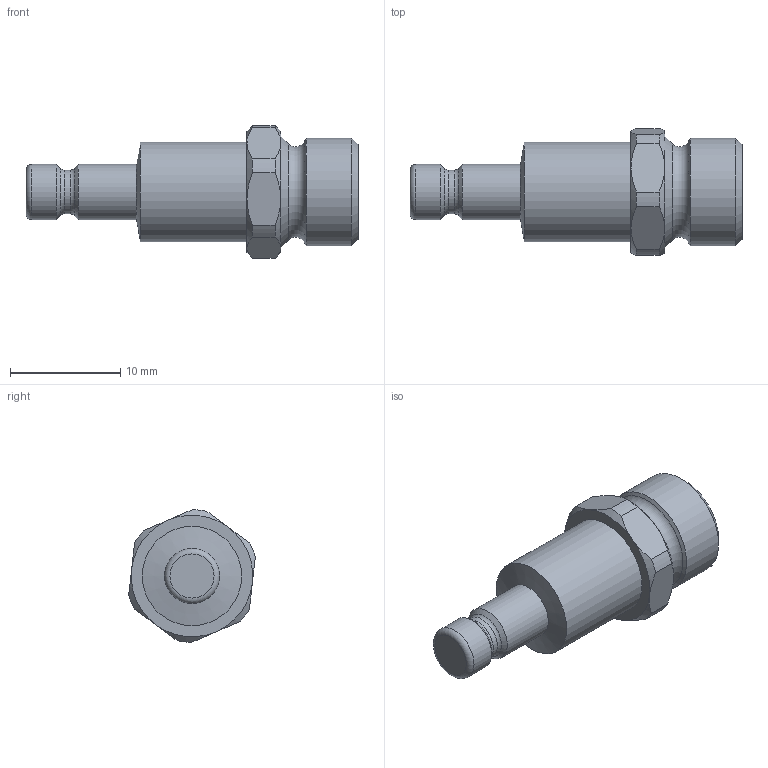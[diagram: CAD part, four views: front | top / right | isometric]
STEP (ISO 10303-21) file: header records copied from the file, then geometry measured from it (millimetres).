
FILE_DESCRIPTION((''),'2;1');
FILE_NAME('20sbaw10mpx.stp','2013-02-15T07:47:18',('IA176480'),(''),'Autodesk Inventor 2011','Autodesk Inventor 2011','');
FILE_SCHEMA(('AUTOMOTIVE_DESIGN { 1 0 10303 214 1 1 1 1 }'));
Length unit declared in the file: millimetre
Products named in the file (1): D105900
Bounding box: 30.05 x 11.48 x 12 mm (x, y, z)
Volume: 1581.3 mm3; surface area: 1108.4 mm2
Topology: 1 solids, 3 shells, 55 faces, 116 edges, 67 vertices
Faces by surface type: cone 22, cylinder 16, plane 12, torus 5
Full cylindrical faces by diameter (mm): 3.95 x1, 5 x2, 6.8 x1, 7.3 x1, 8 x2, 8.1 x1, 9 x1, 9.728 x1
Entity records: 1380 total; most frequent: CARTESIAN_POINT 258, DIRECTION 230, ORIENTED_EDGE 178, AXIS2_PLACEMENT_3D 109, EDGE_CURVE 89, EDGE_LOOP 84, VERTEX_POINT 65, STYLED_ITEM 56
